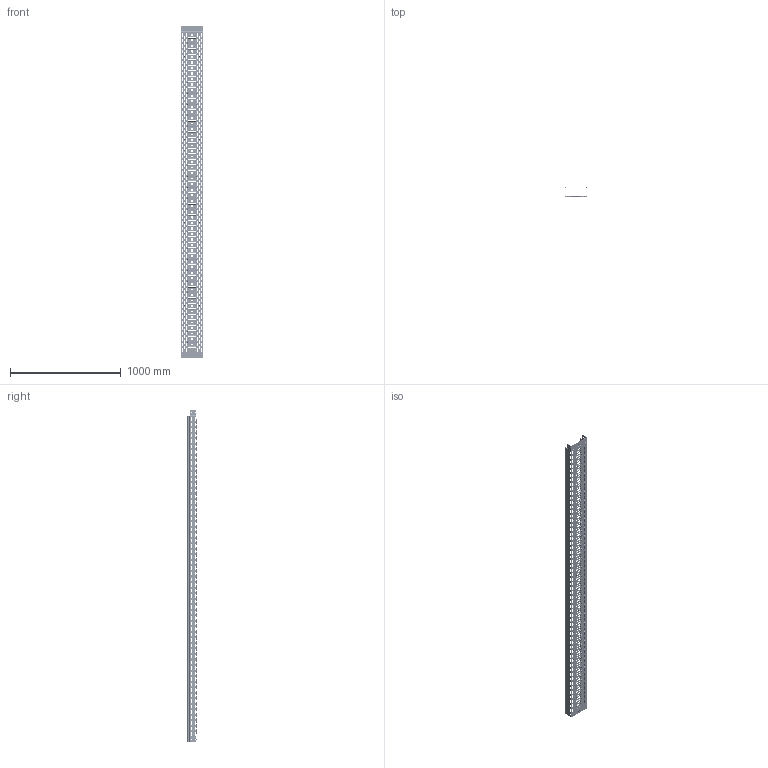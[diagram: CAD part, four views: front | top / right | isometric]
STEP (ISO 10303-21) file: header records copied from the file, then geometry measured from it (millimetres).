
FILE_DESCRIPTION (( 'STEP AP203' ), '1' );
FILE_NAME ('Perforated tray 80õ200õ3000.STEP', '2019-04-29T06:09:47', ( '' ), ( '' ), 'SwSTEP 2.0', 'SolidWorks 2017', '' );
FILE_SCHEMA (( 'CONFIG_CONTROL_DESIGN' ));
Products named in the file (1): Perforated tray 80õ200õ3000
Bounding box: 203.08 x 81.34 x 3000 mm (x, y, z)
Volume: 792726 mm3; surface area: 2033377.6 mm2
Topology: 1 solids, 1 shells, 7352 faces, 19208 edges, 12220 vertices
Faces by surface type: cylinder 3174, torus 2093, plane 2018, bspline 67
Entity records: 236362 total; most frequent: DIRECTION 43841, CARTESIAN_POINT 43741, ORIENTED_EDGE 38416, EDGE_CURVE 19208, AXIS2_PLACEMENT_3D 17520, VERTEX_POINT 12220, CIRCLE 10234, EDGE_LOOP 9346
